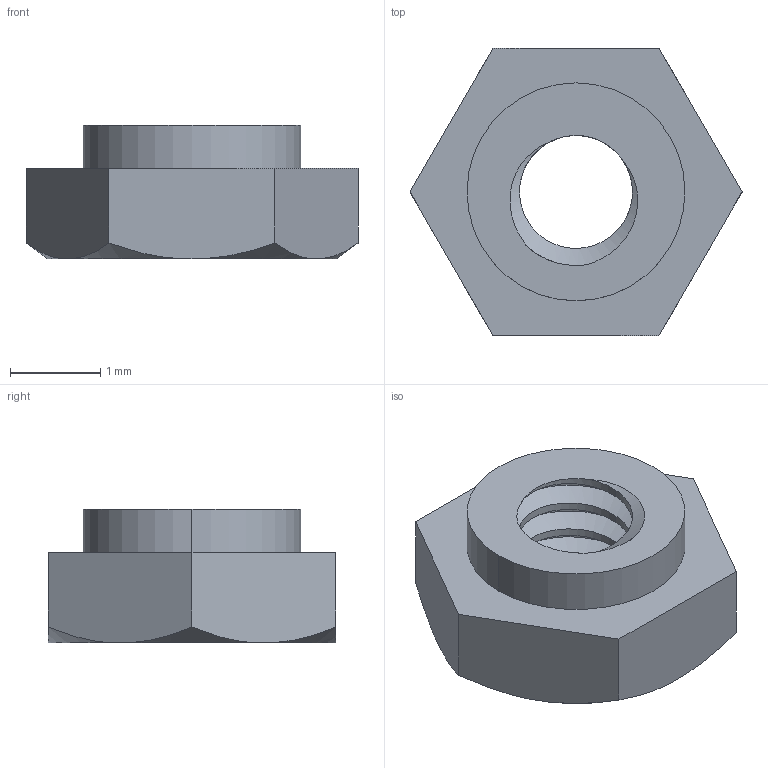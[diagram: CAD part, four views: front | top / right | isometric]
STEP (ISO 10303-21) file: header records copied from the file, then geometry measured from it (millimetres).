
FILE_DESCRIPTION (( 'STEP AP214' ), '1' );
FILE_NAME ('SMTSO-M1.6-2ET.STEP', '2025-12-05T11:47:01', ( '' ), ( '' ), 'SwSTEP 2.0', 'SolidWorks 2025', '' );
FILE_SCHEMA (( 'AUTOMOTIVE_DESIGN' ));
Length unit declared in the file: millimetre
Products named in the file (1): SMTSO-M1.6-2ET
Bounding box: 3.67 x 3.18 x 1.48 mm (x, y, z)
Volume: 8.6 mm3; surface area: 39.3 mm2
Topology: 1 solids, 1 shells, 31 faces, 83 edges, 55 vertices
Faces by surface type: cylinder 12, plane 9, cone 7, bspline 3
Entity records: 3240 total; most frequent: CARTESIAN_POINT 2531, ORIENTED_EDGE 166, DIRECTION 116, EDGE_CURVE 83, VERTEX_POINT 55, AXIS2_PLACEMENT_3D 43, EDGE_LOOP 34, FACE_OUTER_BOUND 31
